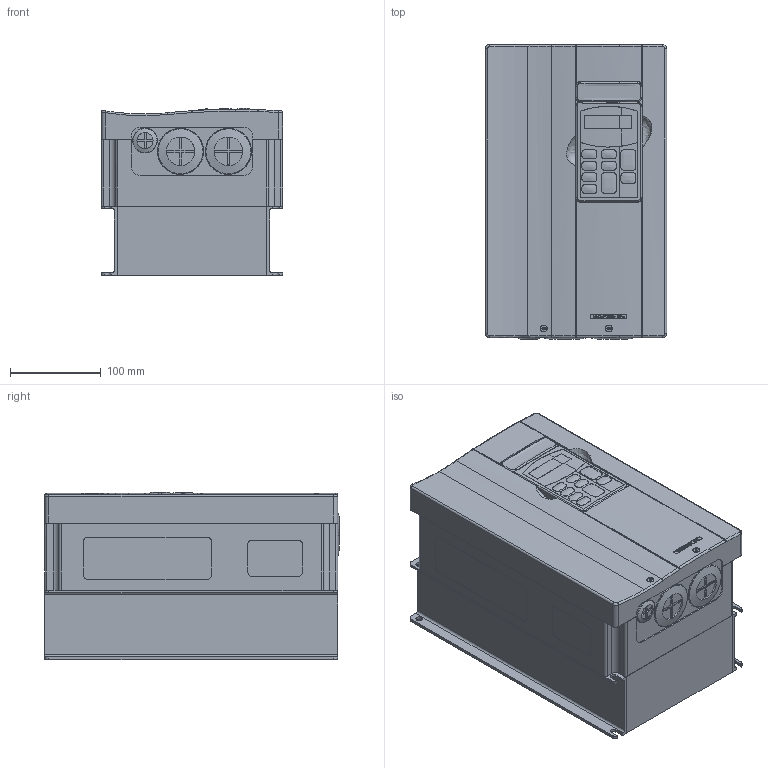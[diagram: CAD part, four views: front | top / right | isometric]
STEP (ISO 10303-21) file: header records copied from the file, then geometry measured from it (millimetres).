
FILE_DESCRIPTION (( 'STEP AP214' ), '1' );
FILE_NAME ('GS3-2015.step', '2014-07-21T20:31:37', ( '' ), ( '' ), 'SwSTEP 2.0', 'SolidWorks 2013', '' );
FILE_SCHEMA (( 'AUTOMOTIVE_DESIGN' ));
Length unit declared in the file: inch
Products named in the file (1): GS3-2015
Bounding box: 199.9 x 324.88 x 184.5 mm (x, y, z)
Volume: 10916433.7 mm3; surface area: 393430.5 mm2
Topology: 1 solids, 1 shells, 821 faces, 2179 edges, 1425 vertices
Faces by surface type: plane 444, bspline 183, cylinder 168, torus 14, cone 8, sphere 4
Entity records: 50533 total; most frequent: CARTESIAN_POINT 21879, ORIENTED_EDGE 4342, DIRECTION 3263, EDGE_CURVE 2171, VERTEX_POINT 1421, LINE 1349, VECTOR 1349, AXIS2_PLACEMENT_3D 957
